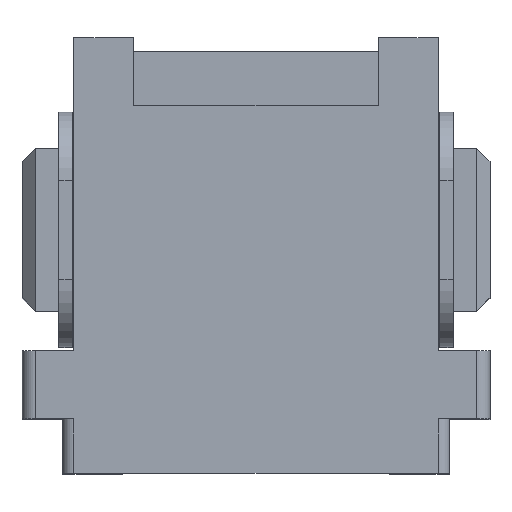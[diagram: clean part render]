
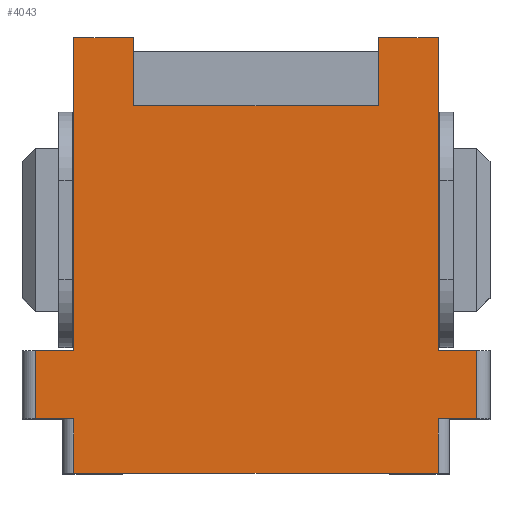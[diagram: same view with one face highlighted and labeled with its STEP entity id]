
A CAD part, top view. The second image highlights one B-rep face of the part: STEP entity #4043.
In plain terms, the highlighted planar face has unit normal (0, 0, 1).
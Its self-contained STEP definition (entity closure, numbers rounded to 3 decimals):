
#1474 = VERTEX_POINT('',#1475);
#1475 = CARTESIAN_POINT('',(4.5,4.55,15.46));
#1483 = VERTEX_POINT('',#1484);
#1484 = CARTESIAN_POINT('',(-4.5,4.55,15.46));
#1490 = EDGE_CURVE('',#1474,#1483,#1491,.T.);
#1491 = LINE('',#1492,#1493);
#1492 = CARTESIAN_POINT('',(0.,4.55,15.46));
#1493 = VECTOR('',#1494,1.);
#1494 = DIRECTION('',(-1.,0.,0.));
#1600 = EDGE_CURVE('',#1601,#1603,#1605,.T.);
#1601 = VERTEX_POINT('',#1602);
#1602 = CARTESIAN_POINT('',(6.7,-4.45,15.46));
#1603 = VERTEX_POINT('',#1604);
#1604 = CARTESIAN_POINT('',(8.1,-4.45,15.46));
#1605 = LINE('',#1606,#1607);
#1606 = CARTESIAN_POINT('',(-3.9,-4.45,15.46));
#1607 = VECTOR('',#1608,1.);
#1608 = DIRECTION('',(1.,0.,0.));
#1649 = EDGE_CURVE('',#1650,#1652,#1654,.T.);
#1650 = VERTEX_POINT('',#1651);
#1651 = CARTESIAN_POINT('',(-8.1,-4.45,15.46));
#1652 = VERTEX_POINT('',#1653);
#1653 = CARTESIAN_POINT('',(-6.7,-4.45,15.46));
#1654 = LINE('',#1655,#1656);
#1655 = CARTESIAN_POINT('',(-7.1,-4.45,15.46));
#1656 = VECTOR('',#1657,1.);
#1657 = DIRECTION('',(1.,0.,0.));
#1755 = VERTEX_POINT('',#1756);
#1756 = CARTESIAN_POINT('',(-6.7,-6.95,15.46));
#1763 = EDGE_CURVE('',#1755,#1764,#1766,.T.);
#1764 = VERTEX_POINT('',#1765);
#1765 = CARTESIAN_POINT('',(-8.1,-6.95,15.46));
#1766 = LINE('',#1767,#1768);
#1767 = CARTESIAN_POINT('',(-7.1,-6.95,15.46));
#1768 = VECTOR('',#1769,1.);
#1769 = DIRECTION('',(-1.,0.,0.));
#1836 = EDGE_CURVE('',#1837,#1483,#1839,.T.);
#1837 = VERTEX_POINT('',#1838);
#1838 = CARTESIAN_POINT('',(-4.5,7.05,15.46));
#1839 = LINE('',#1840,#1841);
#1840 = CARTESIAN_POINT('',(-4.5,-8.95,15.46));
#1841 = VECTOR('',#1842,1.);
#1842 = DIRECTION('',(0.,-1.,0.));
#2203 = VERTEX_POINT('',#2204);
#2204 = CARTESIAN_POINT('',(4.5,7.05,15.46));
#2210 = EDGE_CURVE('',#2203,#2211,#2213,.T.);
#2211 = VERTEX_POINT('',#2212);
#2212 = CARTESIAN_POINT('',(6.7,7.05,15.46));
#2213 = LINE('',#2214,#2215);
#2214 = CARTESIAN_POINT('',(-17.7,7.05,15.46));
#2215 = VECTOR('',#2216,1.);
#2216 = DIRECTION('',(1.,0.,0.));
#2258 = EDGE_CURVE('',#2259,#1603,#2261,.T.);
#2259 = VERTEX_POINT('',#2260);
#2260 = CARTESIAN_POINT('',(8.1,-6.95,15.46));
#2261 = LINE('',#2262,#2263);
#2262 = CARTESIAN_POINT('',(8.1,-8.95,15.46));
#2263 = VECTOR('',#2264,1.);
#2264 = DIRECTION('',(0.,1.,0.));
#2653 = EDGE_CURVE('',#1652,#2654,#2656,.T.);
#2654 = VERTEX_POINT('',#2655);
#2655 = CARTESIAN_POINT('',(-6.7,7.05,15.46));
#2656 = LINE('',#2657,#2658);
#2657 = CARTESIAN_POINT('',(-6.7,-8.95,15.46));
#2658 = VECTOR('',#2659,1.);
#2659 = DIRECTION('',(0.,1.,0.));
#3044 = EDGE_CURVE('',#1650,#1764,#3045,.T.);
#3045 = LINE('',#3046,#3047);
#3046 = CARTESIAN_POINT('',(-8.1,-8.95,15.46));
#3047 = VECTOR('',#3048,1.);
#3048 = DIRECTION('',(0.,-1.,0.));
#3061 = VERTEX_POINT('',#3062);
#3062 = CARTESIAN_POINT('',(-6.7,-8.95,15.46));
#3069 = EDGE_CURVE('',#3061,#1755,#3070,.T.);
#3070 = LINE('',#3071,#3072);
#3071 = CARTESIAN_POINT('',(-6.7,-8.95,15.46));
#3072 = VECTOR('',#3073,1.);
#3073 = DIRECTION('',(0.,1.,0.));
#3269 = EDGE_CURVE('',#1474,#2203,#3270,.T.);
#3270 = LINE('',#3271,#3272);
#3271 = CARTESIAN_POINT('',(4.5,-8.95,15.46));
#3272 = VECTOR('',#3273,1.);
#3273 = DIRECTION('',(0.,1.,0.));
#3335 = EDGE_CURVE('',#2654,#1837,#3336,.T.);
#3336 = LINE('',#3337,#3338);
#3337 = CARTESIAN_POINT('',(-6.7,7.05,15.46));
#3338 = VECTOR('',#3339,1.);
#3339 = DIRECTION('',(1.,0.,0.));
#3800 = VERTEX_POINT('',#3801);
#3801 = CARTESIAN_POINT('',(6.7,-8.95,15.46));
#3808 = EDGE_CURVE('',#3061,#3800,#3809,.T.);
#3809 = LINE('',#3810,#3811);
#3810 = CARTESIAN_POINT('',(-7.1,-8.95,15.46));
#3811 = VECTOR('',#3812,1.);
#3812 = DIRECTION('',(1.,0.,0.));
#4043 = ADVANCED_FACE('',(#4044),#4079,.T.);
#4044 = FACE_BOUND('',#4045,.T.);
#4045 = EDGE_LOOP('',(#4046,#4054,#4060,#4061,#4062,#4068,#4069,#4070,
    #4071,#4072,#4073,#4074,#4075,#4076,#4077,#4078));
#4046 = ORIENTED_EDGE('',*,*,#4047,.T.);
#4047 = EDGE_CURVE('',#3800,#4048,#4050,.T.);
#4048 = VERTEX_POINT('',#4049);
#4049 = CARTESIAN_POINT('',(6.7,-6.95,15.46));
#4050 = LINE('',#4051,#4052);
#4051 = CARTESIAN_POINT('',(6.7,-8.95,15.46));
#4052 = VECTOR('',#4053,1.);
#4053 = DIRECTION('',(0.,1.,0.));
#4054 = ORIENTED_EDGE('',*,*,#4055,.T.);
#4055 = EDGE_CURVE('',#4048,#2259,#4056,.T.);
#4056 = LINE('',#4057,#4058);
#4057 = CARTESIAN_POINT('',(-3.9,-6.95,15.46));
#4058 = VECTOR('',#4059,1.);
#4059 = DIRECTION('',(1.,0.,0.));
#4060 = ORIENTED_EDGE('',*,*,#2258,.T.);
#4061 = ORIENTED_EDGE('',*,*,#1600,.F.);
#4062 = ORIENTED_EDGE('',*,*,#4063,.T.);
#4063 = EDGE_CURVE('',#1601,#2211,#4064,.T.);
#4064 = LINE('',#4065,#4066);
#4065 = CARTESIAN_POINT('',(6.7,-8.95,15.46));
#4066 = VECTOR('',#4067,1.);
#4067 = DIRECTION('',(0.,1.,0.));
#4068 = ORIENTED_EDGE('',*,*,#2210,.F.);
#4069 = ORIENTED_EDGE('',*,*,#3269,.F.);
#4070 = ORIENTED_EDGE('',*,*,#1490,.T.);
#4071 = ORIENTED_EDGE('',*,*,#1836,.F.);
#4072 = ORIENTED_EDGE('',*,*,#3335,.F.);
#4073 = ORIENTED_EDGE('',*,*,#2653,.F.);
#4074 = ORIENTED_EDGE('',*,*,#1649,.F.);
#4075 = ORIENTED_EDGE('',*,*,#3044,.T.);
#4076 = ORIENTED_EDGE('',*,*,#1763,.F.);
#4077 = ORIENTED_EDGE('',*,*,#3069,.F.);
#4078 = ORIENTED_EDGE('',*,*,#3808,.T.);
#4079 = PLANE('',#4080);
#4080 = AXIS2_PLACEMENT_3D('',#4081,#4082,#4083);
#4081 = CARTESIAN_POINT('',(-18.1,-4.45,15.46));
#4082 = DIRECTION('',(0.,0.,1.));
#4083 = DIRECTION('',(0.,-1.,0.));
